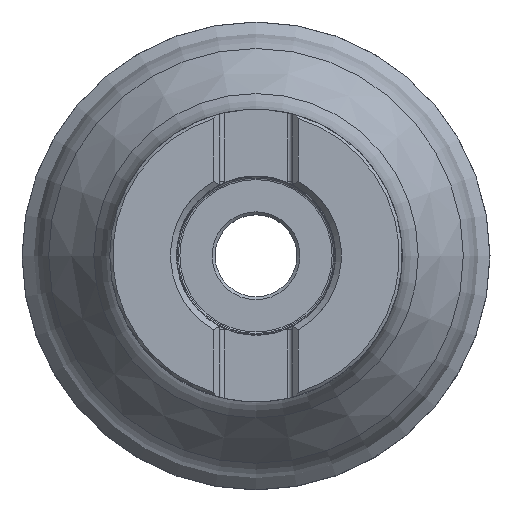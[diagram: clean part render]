
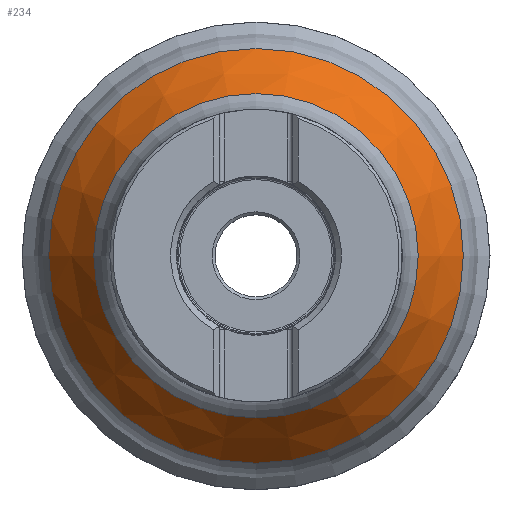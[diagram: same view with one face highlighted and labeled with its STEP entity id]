
A CAD part, top view. The second image highlights one B-rep face of the part: STEP entity #234.
In plain terms, the highlighted conical face has half-angle 35 degrees and reference radius 38.143 mm.
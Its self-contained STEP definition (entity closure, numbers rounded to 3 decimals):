
#45=CONICAL_SURFACE('',#1058,38.143,35.);
#234=ADVANCED_FACE('',(#359,#360),#45,.T.);
#359=FACE_BOUND('',#428,.T.);
#360=FACE_BOUND('',#429,.T.);
#428=EDGE_LOOP('',(#552));
#429=EDGE_LOOP('',(#553));
#552=ORIENTED_EDGE('',*,*,#885,.T.);
#553=ORIENTED_EDGE('',*,*,#886,.T.);
#790=VERTEX_POINT('',#1648);
#791=VERTEX_POINT('',#1650);
#885=EDGE_CURVE('',#790,#790,#993,.T.);
#886=EDGE_CURVE('',#791,#791,#994,.T.);
#993=CIRCLE('',#1056,35.431);
#994=CIRCLE('',#1057,27.713);
#1056=AXIS2_PLACEMENT_3D('',#1647,#1221,#1222);
#1057=AXIS2_PLACEMENT_3D('',#1649,#1223,#1224);
#1058=AXIS2_PLACEMENT_3D('',#1651,#1225,#1226);
#1221=DIRECTION('',(0.,0.,1.));
#1222=DIRECTION('',(1.,0.,0.));
#1223=DIRECTION('',(0.,0.,-1.));
#1224=DIRECTION('',(-1.,0.,0.));
#1225=DIRECTION('',(0.,0.,-1.));
#1226=DIRECTION('',(-1.,0.,0.));
#1647=CARTESIAN_POINT('',(0.,0.,-32.897));
#1648=CARTESIAN_POINT('',(35.431,0.,-32.897));
#1649=CARTESIAN_POINT('',(0.,0.,-21.874));
#1650=CARTESIAN_POINT('',(-27.713,0.,-21.874));
#1651=CARTESIAN_POINT('',(0.,0.,-36.771));
